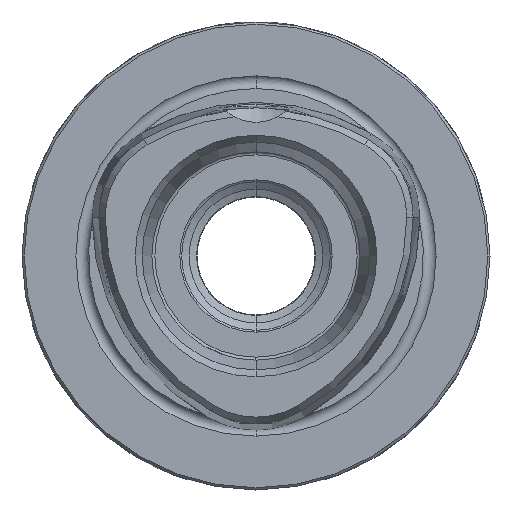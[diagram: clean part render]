
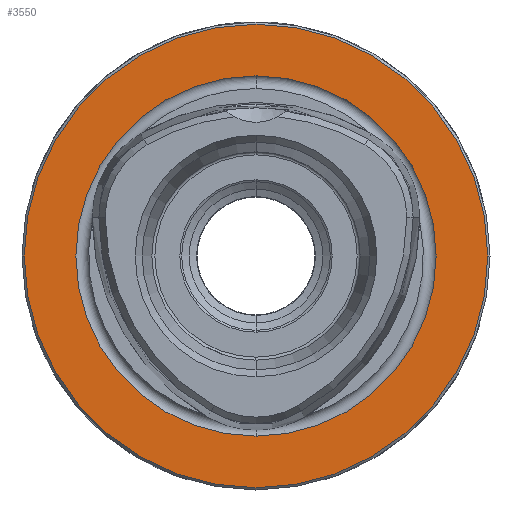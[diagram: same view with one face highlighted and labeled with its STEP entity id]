
A CAD part, front view. The second image highlights one B-rep face of the part: STEP entity #3550.
In plain terms, the highlighted planar face has unit normal (0, -1, 0).
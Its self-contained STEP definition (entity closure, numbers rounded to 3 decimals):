
#1517=CARTESIAN_POINT('',(0.,0.,
0.));
#1518=DIRECTION('',(0.,-1.,0.));
#1519=DIRECTION('',(1.,0.,0.));
#1520=AXIS2_PLACEMENT_3D('',#1517,#1518,#1519);
#1522=CARTESIAN_POINT('',(0.,0.,
0.));
#1523=DIRECTION('',(0.,-1.,0.));
#1524=DIRECTION('',(-1.,0.,0.));
#1525=AXIS2_PLACEMENT_3D('',#1522,#1523,#1524);
#1527=CARTESIAN_POINT('',(0.,0.,0.));
#1528=DIRECTION('',(0.,-1.,0.));
#1529=DIRECTION('',(0.,0.,-1.));
#1530=AXIS2_PLACEMENT_3D('',#1527,#1528,#1529);
#1532=CARTESIAN_POINT('',(0.,0.,0.));
#1533=DIRECTION('',(0.,-1.,0.));
#1534=DIRECTION('',(0.,0.,1.));
#1535=AXIS2_PLACEMENT_3D('',#1532,#1533,#1534);
#1988=CARTESIAN_POINT('',(31.2,0.,
0.));
#1989=CARTESIAN_POINT('',(-31.2,0.,0.));
#1990=VERTEX_POINT('',#1988);
#1991=VERTEX_POINT('',#1989);
#1996=CARTESIAN_POINT('',(0.,0.,-24.25));
#1997=CARTESIAN_POINT('',(0.,0.,24.25));
#1998=VERTEX_POINT('',#1996);
#1999=VERTEX_POINT('',#1997);
#3536=CARTESIAN_POINT('',(0.,0.,0.));
#3537=DIRECTION('',(0.,-1.,0.));
#3538=DIRECTION('',(-1.,0.,0.));
#3539=AXIS2_PLACEMENT_3D('',#3536,#3537,#3538);
#3540=PLANE('',#3539);
#3541=ORIENTED_EDGE('',*,*,#3526,.F.);
#3543=ORIENTED_EDGE('',*,*,#3542,.F.);
#3544=EDGE_LOOP('',(#3541,#3543));
#3545=FACE_OUTER_BOUND('',#3544,.F.);
#3546=ORIENTED_EDGE('',*,*,#2473,.T.);
#3547=ORIENTED_EDGE('',*,*,#2338,.T.);
#3548=EDGE_LOOP('',(#3546,#3547));
#3549=FACE_BOUND('',#3548,.F.);
#3550=ADVANCED_FACE('',(#3545,#3549),#3540,.T.);
#1521=CIRCLE('',#1520,31.2);
#1526=CIRCLE('',#1525,31.2);
#1531=CIRCLE('',#1530,24.25);
#1536=CIRCLE('',#1535,24.25);
#2338=EDGE_CURVE('',#1999,#1998,#1536,.T.);
#2473=EDGE_CURVE('',#1998,#1999,#1531,.T.);
#3526=EDGE_CURVE('',#1990,#1991,#1521,.T.);
#3542=EDGE_CURVE('',#1991,#1990,#1526,.T.);
